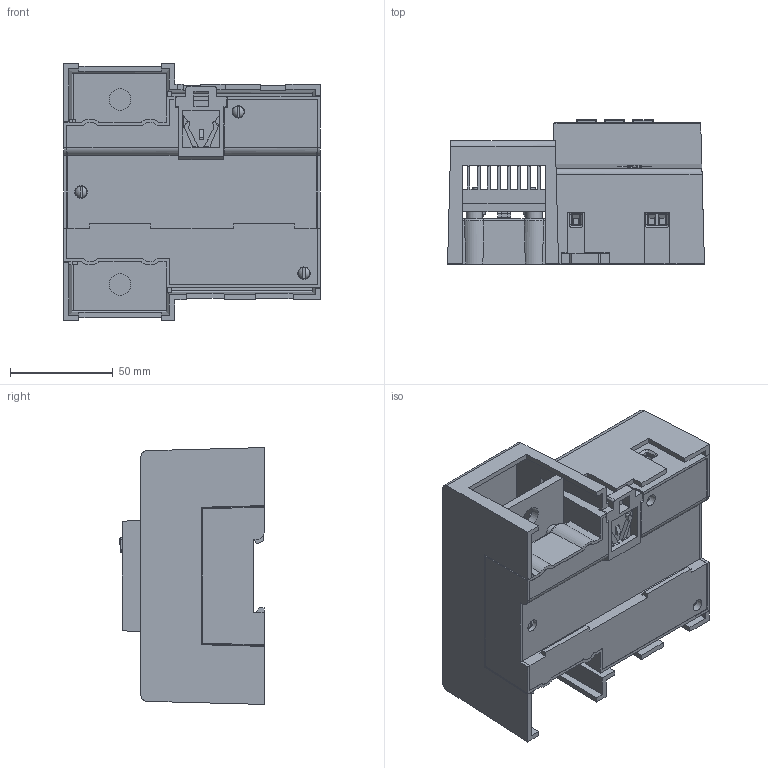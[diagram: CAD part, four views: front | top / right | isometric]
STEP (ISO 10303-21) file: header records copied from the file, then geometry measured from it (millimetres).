
FILE_DESCRIPTION(/* description */ (''),/* implementation_level */ '2;1');
FILE_NAME(/* name */ 'AcuDC300_customer version_09032025.step',/* time_stamp */ '2025-09-03T11:20:19-04:00',/* author */ (''),/* organization */ (''),/* preprocessor_version */ 'ST-DEVELOPER v20.1',/* originating_system */ 'Autodesk Translation Framework v14.10.0.0',/* authorisation */ '');
FILE_SCHEMA (('AUTOMOTIVE_DESIGN { 1 0 10303 214 3 1 1 }'));
Products named in the file (46): ZP_ASM; SK_AF0; ZP-DLB_AF1_ASM; ZP-DLB-ZHU_AF1_ASM; DUANZI-3P; RJ45_AF0; PAIHZEN-14_AF0; PAIZHEN-6_AF0; BDKG_AF0; DUANZI-2P; ZP-DLB-ER_AF1_ASM; DLB-ER_AF0; PAIZUO-14_AF0; PAIZUO-6_AF1; PAIZHEN-13_AF0; PAIZHEN-6-LCD_AF0; ZP-DLB-LCD_AF1_ASM; DLB-LCD_AF1; YJ_AF0; ZJ-YJ_AF0; AJ_AF0; AJ_AF1; AJ_AF2; PAIZUO-13_AF1; PAIZUO-6_AF0; ZHIJIA_AF0; LED; SULIAOZHAO_AF1; XK_AF1; AJM_AF1; YMLM-M3_AF0; LD-M5_AF0; LD-M5_AF1; LD-M5_AF2; LD-M5_AF3; BL_AF0; ZP-FLQ_AF0_ASM; PRT0001_AF1; LD-M4_AF2; LD-M4_AF3 ...
Assembly tree (48 placements, depth 4):
  ZP_ASM
    SK_AF0
    ZP-DLB_AF1_ASM
      ZP-DLB-ZHU_AF1_ASM
        DUANZI-3P
        DUANZI-2P  x2
        RJ45_AF0
        PAIHZEN-14_AF0
        PAIZHEN-6_AF0
        BDKG_AF0
      ZP-DLB-ER_AF1_ASM
        DLB-ER_AF0
        PAIZUO-14_AF0
        PAIZUO-6_AF1
        PAIZHEN-13_AF0
        PAIZHEN-6-LCD_AF0
      ZP-DLB-LCD_AF1_ASM
        DLB-LCD_AF1
        YJ_AF0
        ZJ-YJ_AF0
        AJ_AF0
        AJ_AF1
        AJ_AF2
        PAIZUO-13_AF1
        PAIZUO-6_AF0
        ZHIJIA_AF0
        LED
    SULIAOZHAO_AF1
    XK_AF1
    AJM_AF1
    YMLM-M3_AF0
    YMLM-M3  x2
    LD-M5_AF0
    LD-M5_AF1
    LD-M5_AF2
    LD-M5_AF3
    LD-M3  x2
    BL_AF0
    ZP-FLQ_AF0_ASM
      PRT0001_AF1
      LD-M4_AF2
      LD-M4_AF3
      LD-M4_AF1
      LD-M4
    EV-KAZI_AF0
    LD-M3_AF0
Bounding box: 125 x 70.31 x 125 mm (x, y, z)
Volume: 238467.5 mm3; surface area: 225726 mm2
Topology: 43 solids, 43 shells, 3537 faces, 9217 edges, 6026 vertices
Faces by surface type: plane 2873, cylinder 466, bspline 90, cone 51, torus 32, sphere 25
Full cylindrical faces by diameter (mm): 1.5 x2, 1.6 x2, 2 x8, 2.2 x2, 2.5 x60, 2.7 x1, 3 x10, 3.2 x3, 3.3 x4, 3.4 x3, 3.8 x7, 4 x4, 4.2 x4, 4.5 x1, 5 x12, 5.2 x1, 5.5 x4, 5.6 x3, 6 x3, 7.5 x3, 8 x8, 9 x1, 9.5 x4, 10 x4, 10.5 x2
Entity records: 113941 total; most frequent: CARTESIAN_POINT 26236, ORIENTED_EDGE 18062, DIRECTION 17085, EDGE_CURVE 9031, LINE 7605, VECTOR 7605, VERTEX_POINT 5905, AXIS2_PLACEMENT_3D 4740
